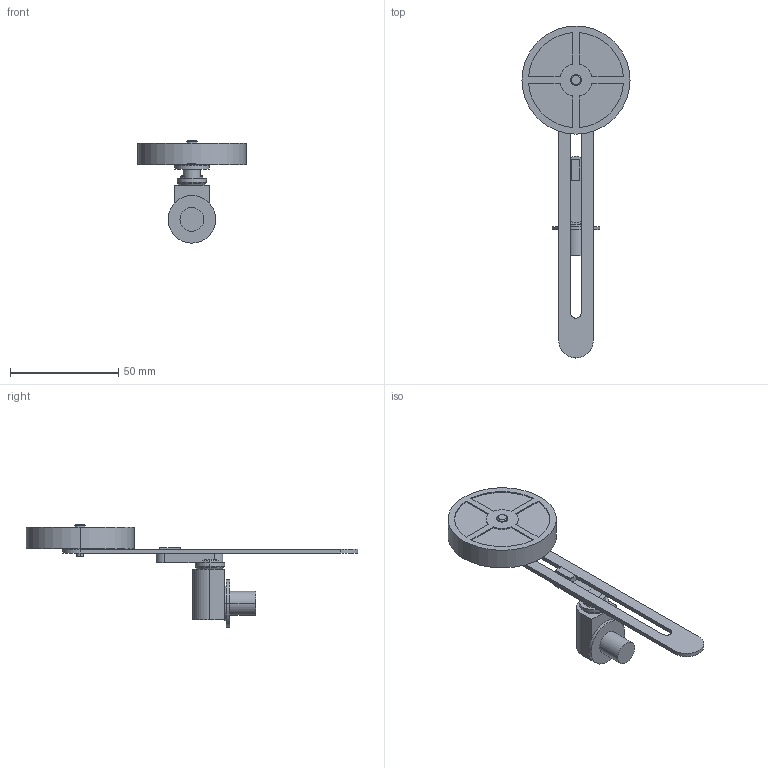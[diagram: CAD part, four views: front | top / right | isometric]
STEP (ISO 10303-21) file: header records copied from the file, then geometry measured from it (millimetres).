
FILE_DESCRIPTION((''),'2;1');
FILE_NAME('3d_KXAF3.stp','2012-10-03T07:32:52',(''),(''),'Mechanical Desktop 2011','Mechanical Desktop 2011',', , ');
FILE_SCHEMA(('CONFIG_CONTROL_DESIGN'));
Length unit declared in the file: millimetre
Products named in the file (1): Product
Bounding box: 50 x 153.51 x 47.3 mm (x, y, z)
Volume: 30466.5 mm3; surface area: 14862 mm2
Topology: 10 solids, 10 shells, 99 faces, 204 edges, 134 vertices
Faces by surface type: plane 52, cylinder 37, cone 8, torus 2
Entity records: 2721 total; most frequent: DIRECTION 494, CARTESIAN_POINT 438, ORIENTED_EDGE 408, EDGE_CURVE 204, AXIS2_PLACEMENT_3D 190, VERTEX_POINT 134, VECTOR 114, LINE 114
